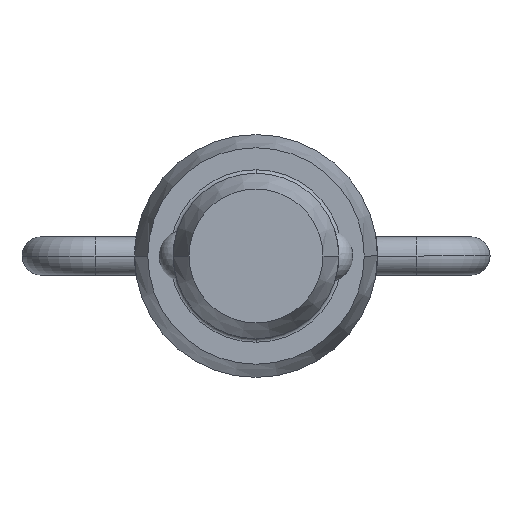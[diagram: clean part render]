
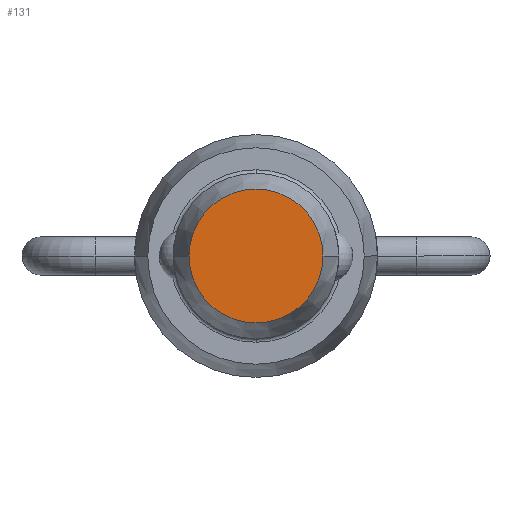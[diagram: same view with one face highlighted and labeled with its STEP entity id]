
A CAD part, front view. The second image highlights one B-rep face of the part: STEP entity #131.
In plain terms, the highlighted planar face has unit normal (0, -1, 0).
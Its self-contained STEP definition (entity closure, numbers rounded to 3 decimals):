
#131=ADVANCED_FACE('',(#266),#267,.T.);
#266=FACE_OUTER_BOUND('',#399,.T.);
#267=PLANE('',#400);
#399=EDGE_LOOP('',(#720,#721));
#400=AXIS2_PLACEMENT_3D('',#722,#723,#724);
#720=ORIENTED_EDGE('',*,*,#831,.T.);
#721=ORIENTED_EDGE('',*,*,#892,.T.);
#722=CARTESIAN_POINT('',(-2.381,-49.911,0.0));
#723=DIRECTION('',(0.,-1.0,0.0));
#724=DIRECTION('',(1.0,0.,0.0));
#831=EDGE_CURVE('',#1000,#1005,#1007,.T.);
#892=EDGE_CURVE('',#1005,#1000,#1089,.T.);
#1000=VERTEX_POINT('',#1317);
#1005=VERTEX_POINT('',#1323);
#1007=CIRCLE('',#1326,3.853);
#1089=CIRCLE('',#1471,3.853);
#1317=CARTESIAN_POINT('',(-3.853,-49.911,0.0));
#1323=CARTESIAN_POINT('',(3.853,-49.911,0.));
#1326=AXIS2_PLACEMENT_3D('',#1602,#1603,#1604);
#1471=AXIS2_PLACEMENT_3D('',#1701,#1702,#1703);
#1602=CARTESIAN_POINT('',(0.0,-49.911,0.0));
#1603=DIRECTION('',(0.,-1.0,0.0));
#1604=DIRECTION('',(-1.0,0.,0.0));
#1701=CARTESIAN_POINT('',(0.0,-49.911,0.0));
#1702=DIRECTION('',(0.,-1.0,0.0));
#1703=DIRECTION('',(-1.0,0.,0.0));
